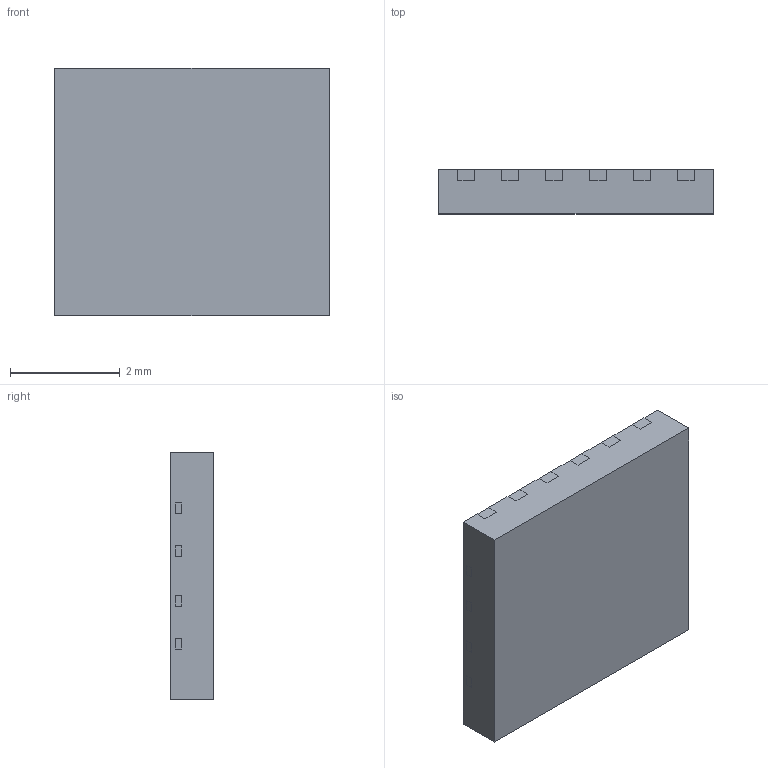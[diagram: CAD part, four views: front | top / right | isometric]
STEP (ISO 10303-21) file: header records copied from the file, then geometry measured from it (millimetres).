
FILE_DESCRIPTION(/* description */ ('Unknown'),/* implementation_level */ '2;1');
FILE_NAME(/* name */ 'DFN5045-12_STP',/* time_stamp */ '2020-11-13T15:31:16+08:00',/* author */ ('Unknown'),/* organization */ ('Unknown'),/* preprocessor_version */ 'ST-DEVELOPER v16.7',/* originating_system */ 'DEX',/* authorisation */ $);
FILE_SCHEMA (('AUTOMOTIVE_DESIGN {1 0 10303 214 3 1 1}'));
Length unit declared in the file: millimetre
Products named in the file (3): DFN5045-12; CP; LF
Assembly tree (2 placements, depth 2):
  DFN5045-12
    CP
    LF
Bounding box: 5 x 0.8 x 4.5 mm (x, y, z)
Volume: 18 mm3; surface area: 127 mm2
Topology: 11 solids, 11 shells, 452 faces, 1314 edges, 876 vertices
Faces by surface type: plane 356, cylinder 96
Entity records: 16601 total; most frequent: CARTESIAN_POINT 2645, ORIENTED_EDGE 2628, DIRECTION 2416, EDGE_CURVE 1314, LINE 1122, VECTOR 1122, VERTEX_POINT 876, AXIS2_PLACEMENT_3D 647
